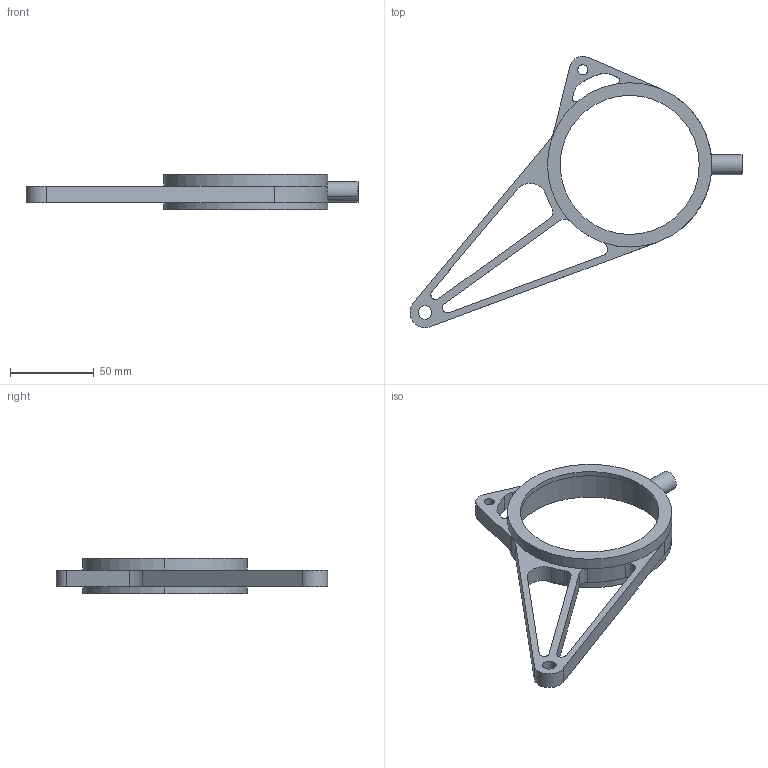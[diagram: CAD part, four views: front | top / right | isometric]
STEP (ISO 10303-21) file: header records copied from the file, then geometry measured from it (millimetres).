
FILE_DESCRIPTION(('CATIA V5 STEP Exchange'),'2;1');
FILE_NAME('support_L.stp','2019-03-14T05:14:48+00:00',('none'),('none'),'CATIA Version 5 Release 20 GA (IN-10)','CATIA V5 STEP AP203','none');
FILE_SCHEMA(('CONFIG_CONTROL_DESIGN'));
Length unit declared in the file: millimetre
Products named in the file (1): support_L
Bounding box: 198.06 x 161.8 x 21 mm (x, y, z)
Volume: 53023.7 mm3; surface area: 29950.4 mm2
Topology: 1 solids, 1 shells, 51 faces, 153 edges, 102 vertices
Faces by surface type: cylinder 34, plane 17
Entity records: 1728 total; most frequent: CARTESIAN_POINT 328, ORIENTED_EDGE 306, DIRECTION 232, EDGE_CURVE 153, AXIS2_PLACEMENT_3D 127, VERTEX_POINT 102, CIRCLE 84, VECTOR 64
